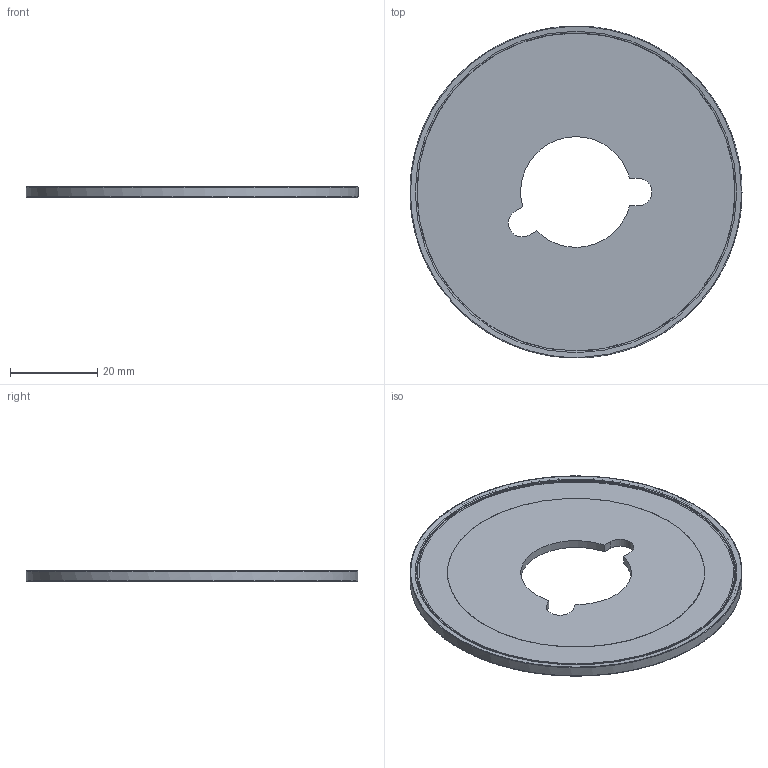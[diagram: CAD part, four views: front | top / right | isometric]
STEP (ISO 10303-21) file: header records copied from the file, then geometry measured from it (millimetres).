
FILE_DESCRIPTION(/* description */ (''),/* implementation_level */ '2;1');
FILE_NAME(/* name */ '335.10-03.00-2.stp',/* time_stamp */ '2017-09-14T10:21:12+06:00',/* author */ (''),/* organization */ (''),/* preprocessor_version */ 'ST-DEVELOPER v16',/* originating_system */ 'SIEMENS PLM Software NX 11.0',/* authorisation */ '');
FILE_SCHEMA (('AUTOMOTIVE_DESIGN { 1 0 10303 214 3 1 1 1 }'));
Length unit declared in the file: millimetre
Products named in the file (1): 335.10-03.00-2
Bounding box: 76.23 x 76.21 x 2.48 mm (x, y, z)
Volume: 10843.4 mm3; surface area: 13021.5 mm2
Topology: 2 solids, 2 shells, 36 faces, 88 edges, 57 vertices
Faces by surface type: revolution 13, plane 9, cylinder 6, bspline 6, cone 2
Full cylindrical faces by diameter (mm): 75 x1, 76.228 x1
Entity records: 2659 total; most frequent: CARTESIAN_POINT 1899, DIRECTION 151, ORIENTED_EDGE 106, EDGE_LOOP 62, AXIS2_PLACEMENT_3D 59, EDGE_CURVE 53, FACE_BOUND 52, VERTEX_POINT 43
